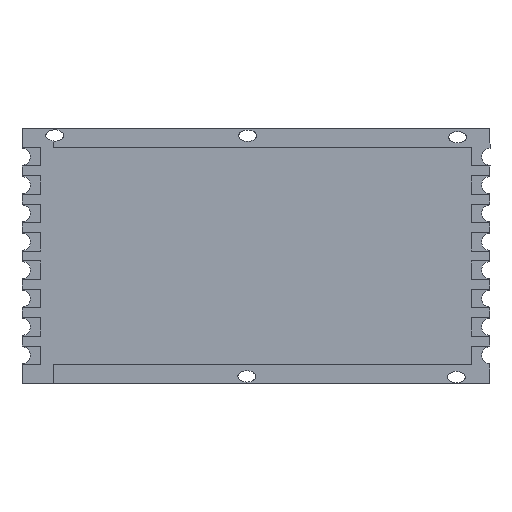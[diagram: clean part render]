
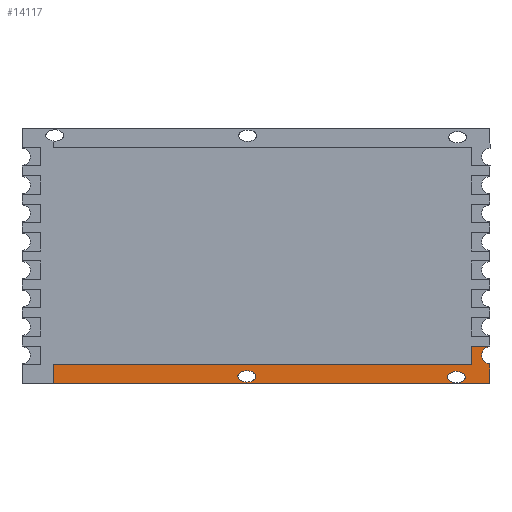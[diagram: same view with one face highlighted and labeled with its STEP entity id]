
A CAD part, front view. The second image highlights one B-rep face of the part: STEP entity #14117.
In plain terms, the highlighted planar face has unit normal (0, -1, 0).
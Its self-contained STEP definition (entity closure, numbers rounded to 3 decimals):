
#261 = CARTESIAN_POINT ( 'NONE',  ( -0.017, 0., -8.49 ) ) ;
#265 = VERTEX_POINT ( 'NONE', #18235 ) ;
#359 = CARTESIAN_POINT ( 'NONE',  ( -1.276, 0., -8.49 ) ) ;
#532 = LINE ( 'NONE', #4156, #1088 ) ;
#682 = DIRECTION ( 'NONE',  ( 0., 0., 1. ) ) ;
#832 = CARTESIAN_POINT ( 'NONE',  ( 14.759, 0., -7.743 ) ) ;
#1088 = VECTOR ( 'NONE', #2660, 1000. ) ;
#1174 = CARTESIAN_POINT ( 'NONE',  ( -14.311, 0., 0. ) ) ;
#1264 = LINE ( 'NONE', #2857, #13970 ) ;
#1634 = AXIS2_PLACEMENT_3D ( 'NONE', #14932, #16366, #18185 ) ;
#1640 = VECTOR ( 'NONE', #9628, 1000. ) ;
#1721 = DIRECTION ( 'NONE',  ( 0., 0., -1. ) ) ;
#2362 = VERTEX_POINT ( 'NONE', #20668 ) ;
#2364 =( BOUNDED_CURVE ( )  B_SPLINE_CURVE ( 3, ( #261, #8788, #12090, #3634 ),
 .UNSPECIFIED., .F., .F. ) 
 B_SPLINE_CURVE_WITH_KNOTS ( ( 4, 4 ),
 ( 0., 3.142 ),
 .UNSPECIFIED. ) 
 CURVE ( )  GEOMETRIC_REPRESENTATION_ITEM ( )  RATIONAL_B_SPLINE_CURVE ( ( 1., 0.333, 0.333, 1. ) ) 
 REPRESENTATION_ITEM ( '' )  );
#2660 = DIRECTION ( 'NONE',  ( 0., 0., 1. ) ) ;
#2722 = DIRECTION ( 'NONE',  ( 1., 0., 0. ) ) ;
#2857 = CARTESIAN_POINT ( 'NONE',  ( 16.5, 0., 0. ) ) ;
#3476 = EDGE_CURVE ( 'NONE', #14654, #265, #18456, .T. ) ;
#3634 = CARTESIAN_POINT ( 'NONE',  ( -1.276, 0., -8.49 ) ) ;
#3860 = VERTEX_POINT ( 'NONE', #16179 ) ;
#4125 = CARTESIAN_POINT ( 'NONE',  ( 14.759, 0., -9.331 ) ) ;
#4156 = CARTESIAN_POINT ( 'NONE',  ( 15.2, 0., 0. ) ) ;
#4249 = CARTESIAN_POINT ( 'NONE',  ( -14.311, 0., -7.65 ) ) ;
#4294 = ORIENTED_EDGE ( 'NONE', *, *, #21415, .F. ) ;
#4338 = ORIENTED_EDGE ( 'NONE', *, *, #16797, .F. ) ;
#4381 = CARTESIAN_POINT ( 'NONE',  ( 16.5, 0., -9. ) ) ;
#4473 = EDGE_CURVE ( 'NONE', #3860, #16092, #14908, .T. ) ;
#4553 = VECTOR ( 'NONE', #1721, 1000. ) ;
#4560 = DIRECTION ( 'NONE',  ( 0., 0., -1. ) ) ;
#4649 = EDGE_CURVE ( 'NONE', #9753, #16092, #20432, .T. ) ;
#4883 = EDGE_CURVE ( 'NONE', #14684, #8237, #13273, .T. ) ;
#5234 = EDGE_LOOP ( 'NONE', ( #4338, #15869, #4294, #12664, #15036, #5377, #6820, #19667 ) ) ;
#5313 = VECTOR ( 'NONE', #7891, 1000. ) ;
#5377 = ORIENTED_EDGE ( 'NONE', *, *, #4473, .T. ) ;
#5492 = FACE_OUTER_BOUND ( 'NONE', #5234, .T. ) ;
#5839 = CARTESIAN_POINT ( 'NONE',  ( 13.5, 0., -8.537 ) ) ;
#5884 = LINE ( 'NONE', #1174, #1640 ) ;
#6757 = CARTESIAN_POINT ( 'NONE',  ( 16.5, 0., -6.35 ) ) ;
#6820 = ORIENTED_EDGE ( 'NONE', *, *, #4649, .F. ) ;
#7891 = DIRECTION ( 'NONE',  ( -1., 0., 0. ) ) ;
#7984 = CARTESIAN_POINT ( 'NONE',  ( 16.5, 0., -7.6 ) ) ;
#8237 = VERTEX_POINT ( 'NONE', #16009 ) ;
#8737 = CARTESIAN_POINT ( 'NONE',  ( -0.017, 0., -7.696 ) ) ;
#8788 = CARTESIAN_POINT ( 'NONE',  ( -0.017, 0., -9.284 ) ) ;
#9237 = AXIS2_PLACEMENT_3D ( 'NONE', #14006, #19157, #682 ) ;
#9355 = CARTESIAN_POINT ( 'NONE',  ( 14.759, 0., -8.537 ) ) ;
#9628 = DIRECTION ( 'NONE',  ( 0., 0., -1. ) ) ;
#9727 = EDGE_LOOP ( 'NONE', ( #10424, #21561 ) ) ;
#9753 = VERTEX_POINT ( 'NONE', #7984 ) ;
#10424 = ORIENTED_EDGE ( 'NONE', *, *, #20171, .T. ) ;
#10483 = ORIENTED_EDGE ( 'NONE', *, *, #14942, .T. ) ;
#11486 = ORIENTED_EDGE ( 'NONE', *, *, #13196, .T. ) ;
#11752 = CARTESIAN_POINT ( 'NONE',  ( 16.5, 0., 0. ) ) ;
#12090 = CARTESIAN_POINT ( 'NONE',  ( -1.276, 0., -9.284 ) ) ;
#12176 = EDGE_LOOP ( 'NONE', ( #11486, #10483 ) ) ;
#12650 = DIRECTION ( 'NONE',  ( -1., 0., 0. ) ) ;
#12664 = ORIENTED_EDGE ( 'NONE', *, *, #16205, .T. ) ;
#12750 = CARTESIAN_POINT ( 'NONE',  ( 0., 0., -9. ) ) ;
#13196 = EDGE_CURVE ( 'NONE', #2362, #19808, #13856, .T. ) ;
#13273 = LINE ( 'NONE', #21035, #16985 ) ;
#13321 = VECTOR ( 'NONE', #2722, 1000. ) ;
#13516 = VERTEX_POINT ( 'NONE', #13737 ) ;
#13727 = VERTEX_POINT ( 'NONE', #4249 ) ;
#13737 = CARTESIAN_POINT ( 'NONE',  ( 16.5, 0., -6.4 ) ) ;
#13856 =( BOUNDED_CURVE ( )  B_SPLINE_CURVE ( 3, ( #19277, #4125, #15747, #5839 ),
 .UNSPECIFIED., .F., .F. ) 
 B_SPLINE_CURVE_WITH_KNOTS ( ( 4, 4 ),
 ( 0., 3.142 ),
 .UNSPECIFIED. ) 
 CURVE ( )  GEOMETRIC_REPRESENTATION_ITEM ( )  RATIONAL_B_SPLINE_CURVE ( ( 1., 0.333, 0.333, 1. ) ) 
 REPRESENTATION_ITEM ( '' )  );
#13970 = VECTOR ( 'NONE', #4560, 1000. ) ;
#14006 = CARTESIAN_POINT ( 'NONE',  ( 16.5, 0., -7. ) ) ;
#14071 = CARTESIAN_POINT ( 'NONE',  ( 15.2, 0., -7.65 ) ) ;
#14117 = ADVANCED_FACE ( 'NONE', ( #20033, #15555, #5492 ), #16433, .F. ) ;
#14597 =( BOUNDED_CURVE ( )  B_SPLINE_CURVE ( 3, ( #19434, #17535, #832, #9355 ),
 .UNSPECIFIED., .F., .F. ) 
 B_SPLINE_CURVE_WITH_KNOTS ( ( 4, 4 ),
 ( 3.142, 6.283 ),
 .UNSPECIFIED. ) 
 CURVE ( )  GEOMETRIC_REPRESENTATION_ITEM ( )  RATIONAL_B_SPLINE_CURVE ( ( 1., 0.333, 0.333, 1. ) ) 
 REPRESENTATION_ITEM ( '' )  );
#14654 = VERTEX_POINT ( 'NONE', #20407 ) ;
#14684 = VERTEX_POINT ( 'NONE', #6757 ) ;
#14908 = LINE ( 'NONE', #12750, #13321 ) ;
#14932 = CARTESIAN_POINT ( 'NONE',  ( 0., 0., 0. ) ) ;
#14942 = EDGE_CURVE ( 'NONE', #19808, #2362, #14597, .T. ) ;
#15036 = ORIENTED_EDGE ( 'NONE', *, *, #15632, .T. ) ;
#15435 = CARTESIAN_POINT ( 'NONE',  ( -0.017, 0., -8.49 ) ) ;
#15555 = FACE_BOUND ( 'NONE', #9727, .T. ) ;
#15632 = EDGE_CURVE ( 'NONE', #13727, #3860, #5884, .T. ) ;
#15747 = CARTESIAN_POINT ( 'NONE',  ( 13.5, 0., -9.331 ) ) ;
#15869 = ORIENTED_EDGE ( 'NONE', *, *, #4883, .T. ) ;
#16009 = CARTESIAN_POINT ( 'NONE',  ( 15.2, 0., -6.35 ) ) ;
#16092 = VERTEX_POINT ( 'NONE', #4381 ) ;
#16121 = CIRCLE ( 'NONE', #9237, 0.6 ) ;
#16179 = CARTESIAN_POINT ( 'NONE',  ( -14.311, 0., -9. ) ) ;
#16205 = EDGE_CURVE ( 'NONE', #19418, #13727, #17732, .T. ) ;
#16366 = DIRECTION ( 'NONE',  ( 0., 1., 0. ) ) ;
#16433 = PLANE ( 'NONE',  #1634 ) ;
#16458 = CARTESIAN_POINT ( 'NONE',  ( 0., 0., -7.65 ) ) ;
#16643 = EDGE_CURVE ( 'NONE', #13516, #9753, #16121, .T. ) ;
#16797 = EDGE_CURVE ( 'NONE', #14684, #13516, #1264, .T. ) ;
#16985 = VECTOR ( 'NONE', #12650, 1000. ) ;
#17535 = CARTESIAN_POINT ( 'NONE',  ( 13.5, 0., -7.743 ) ) ;
#17732 = LINE ( 'NONE', #16458, #5313 ) ;
#18185 = DIRECTION ( 'NONE',  ( 0., 0., 1. ) ) ;
#18235 = CARTESIAN_POINT ( 'NONE',  ( -0.017, 0., -8.49 ) ) ;
#18456 =( BOUNDED_CURVE ( )  B_SPLINE_CURVE ( 3, ( #359, #18764, #8737, #15435 ),
 .UNSPECIFIED., .F., .F. ) 
 B_SPLINE_CURVE_WITH_KNOTS ( ( 4, 4 ),
 ( 3.142, 6.283 ),
 .UNSPECIFIED. ) 
 CURVE ( )  GEOMETRIC_REPRESENTATION_ITEM ( )  RATIONAL_B_SPLINE_CURVE ( ( 1., 0.333, 0.333, 1. ) ) 
 REPRESENTATION_ITEM ( '' )  );
#18764 = CARTESIAN_POINT ( 'NONE',  ( -1.276, 0., -7.696 ) ) ;
#19157 = DIRECTION ( 'NONE',  ( 0., -1., 0. ) ) ;
#19193 = CARTESIAN_POINT ( 'NONE',  ( 13.5, 0., -8.537 ) ) ;
#19277 = CARTESIAN_POINT ( 'NONE',  ( 14.759, 0., -8.537 ) ) ;
#19418 = VERTEX_POINT ( 'NONE', #14071 ) ;
#19434 = CARTESIAN_POINT ( 'NONE',  ( 13.5, 0., -8.537 ) ) ;
#19667 = ORIENTED_EDGE ( 'NONE', *, *, #16643, .F. ) ;
#19808 = VERTEX_POINT ( 'NONE', #19193 ) ;
#20033 = FACE_BOUND ( 'NONE', #12176, .T. ) ;
#20171 = EDGE_CURVE ( 'NONE', #265, #14654, #2364, .T. ) ;
#20407 = CARTESIAN_POINT ( 'NONE',  ( -1.276, 0., -8.49 ) ) ;
#20432 = LINE ( 'NONE', #11752, #4553 ) ;
#20668 = CARTESIAN_POINT ( 'NONE',  ( 14.759, 0., -8.537 ) ) ;
#21035 = CARTESIAN_POINT ( 'NONE',  ( 0., 0., -6.35 ) ) ;
#21415 = EDGE_CURVE ( 'NONE', #19418, #8237, #532, .T. ) ;
#21561 = ORIENTED_EDGE ( 'NONE', *, *, #3476, .T. ) ;
